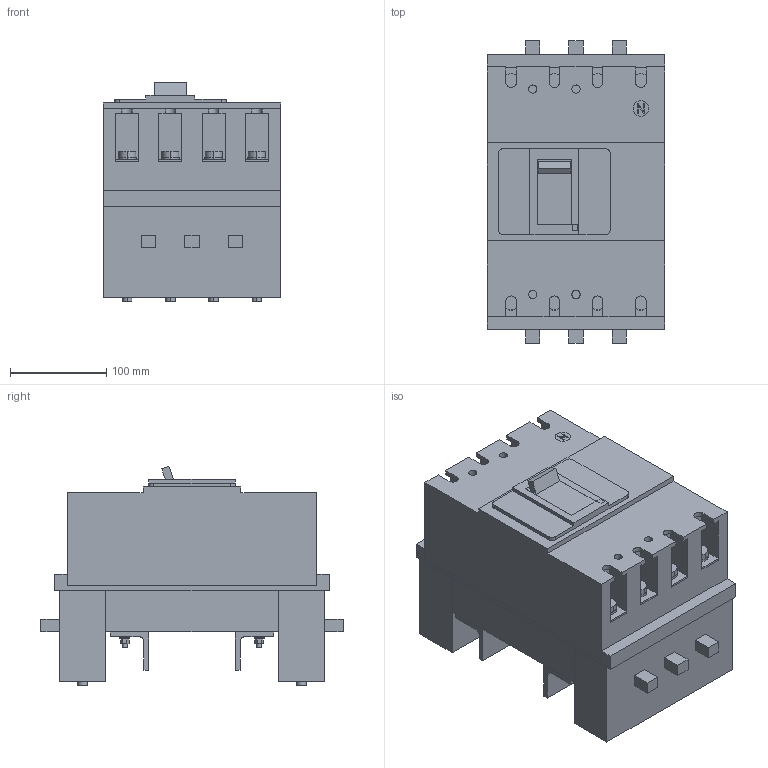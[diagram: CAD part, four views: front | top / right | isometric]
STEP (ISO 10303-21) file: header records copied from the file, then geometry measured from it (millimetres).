
FILE_DESCRIPTION(('CoCreate Modeling STEP Export'),'2;1');
FILE_NAME('Ｓ４００ＮＦ４Ｍ.stp','2012-03-25T14:51:24',(''),(''),'CoCreate Modeling STEP processor for AP214 (Solid Model)','CoCreate Modeling 17.0 01-Apr-2010 (C) Parametric Technology GmbH','');
FILE_SCHEMA(('AUTOMOTIVE_DESIGN { 1 0 10303 214 1 1 1 1 }'));
Length unit declared in the file: millimetre
Products named in the file (15): p4; p3.1; p2; p1; p3; p5; p10.3; p6; p7.5; p8.6; p9; p11; p12.2; p13.4; Ｓ４００ＮＦ４Ｍ
Assembly tree (51 placements, depth 2):
  Ｓ４００ＮＦ４Ｍ
    p13.4  x8
    p12.2  x4
    p11  x4
    p9  x4
    p8.6  x8
    p7.5  x8
    p6  x2
    p10.3  x4
    p5  x4
    p3
    p1
    p2
    p3.1
    p4
Bounding box: 185 x 315 x 228.5 mm (x, y, z)
Volume: 6441579.9 mm3; surface area: 874172.5 mm2
Topology: 51 solids, 51 shells, 751 faces, 1734 edges, 1156 vertices
Faces by surface type: plane 439, cylinder 312
Entity records: 11679 total; most frequent: ORIENTED_EDGE 1950, CARTESIAN_POINT 1827, DIRECTION 1695, EDGE_CURVE 975, VECTOR 659, LINE 659, VERTEX_POINT 650, AXIS2_PLACEMENT_3D 518
